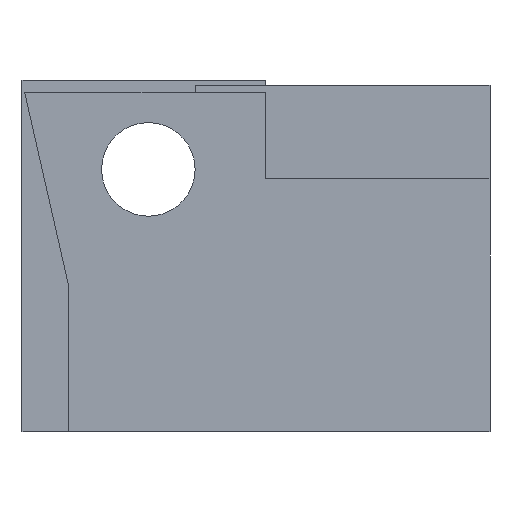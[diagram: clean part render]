
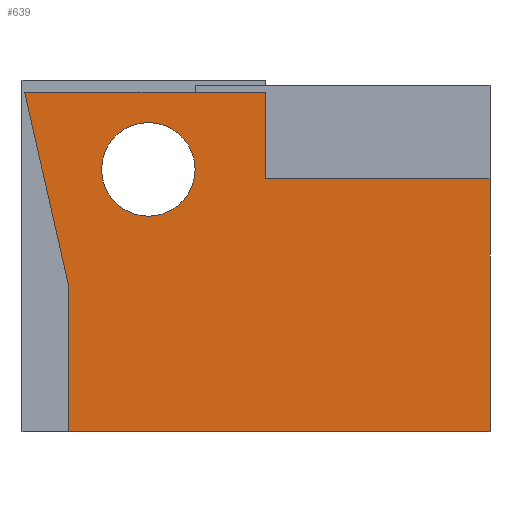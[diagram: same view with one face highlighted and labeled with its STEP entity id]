
A CAD part, front view. The second image highlights one B-rep face of the part: STEP entity #639.
In plain terms, the highlighted planar face has unit normal (0, -1, 0).
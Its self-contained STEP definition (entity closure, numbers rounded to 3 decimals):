
#266 = VERTEX_POINT('',#267);
#267 = CARTESIAN_POINT('',(0.,1.87,0.4));
#273 = EDGE_CURVE('',#266,#274,#276,.T.);
#274 = VERTEX_POINT('',#275);
#275 = CARTESIAN_POINT('',(0.,1.87,3.5));
#276 = LINE('',#277,#278);
#277 = CARTESIAN_POINT('',(0.,1.87,5.8));
#278 = VECTOR('',#279,1.);
#279 = DIRECTION('',(0.,0.,1.));
#524 = EDGE_CURVE('',#266,#525,#527,.T.);
#525 = VERTEX_POINT('',#526);
#526 = CARTESIAN_POINT('',(9.,1.87,0.4));
#527 = LINE('',#528,#529);
#528 = CARTESIAN_POINT('',(0.,1.87,0.4));
#529 = VECTOR('',#530,1.);
#530 = DIRECTION('',(1.,0.,0.));
#639 = ADVANCED_FACE('',(#640,#682),#693,.T.);
#640 = FACE_BOUND('',#641,.T.);
#641 = EDGE_LOOP('',(#642,#643,#644,#652,#660,#668,#676));
#642 = ORIENTED_EDGE('',*,*,#273,.F.);
#643 = ORIENTED_EDGE('',*,*,#524,.T.);
#644 = ORIENTED_EDGE('',*,*,#645,.T.);
#645 = EDGE_CURVE('',#525,#646,#648,.T.);
#646 = VERTEX_POINT('',#647);
#647 = CARTESIAN_POINT('',(9.,1.87,5.8));
#648 = LINE('',#649,#650);
#649 = CARTESIAN_POINT('',(9.,1.87,0.));
#650 = VECTOR('',#651,1.);
#651 = DIRECTION('',(0.,0.,1.));
#652 = ORIENTED_EDGE('',*,*,#653,.F.);
#653 = EDGE_CURVE('',#654,#646,#656,.T.);
#654 = VERTEX_POINT('',#655);
#655 = CARTESIAN_POINT('',(4.2,1.87,5.8));
#656 = LINE('',#657,#658);
#657 = CARTESIAN_POINT('',(0.,1.87,5.8));
#658 = VECTOR('',#659,1.);
#659 = DIRECTION('',(1.,0.,0.));
#660 = ORIENTED_EDGE('',*,*,#661,.T.);
#661 = EDGE_CURVE('',#654,#662,#664,.T.);
#662 = VERTEX_POINT('',#663);
#663 = CARTESIAN_POINT('',(4.2,1.87,7.65));
#664 = LINE('',#665,#666);
#665 = CARTESIAN_POINT('',(4.2,1.87,5.8));
#666 = VECTOR('',#667,1.);
#667 = DIRECTION('',(0.,0.,1.));
#668 = ORIENTED_EDGE('',*,*,#669,.F.);
#669 = EDGE_CURVE('',#670,#662,#672,.T.);
#670 = VERTEX_POINT('',#671);
#671 = CARTESIAN_POINT('',(-0.943,1.87,7.65));
#672 = LINE('',#673,#674);
#673 = CARTESIAN_POINT('',(4.,1.87,7.65));
#674 = VECTOR('',#675,1.);
#675 = DIRECTION('',(1.,0.,0.));
#676 = ORIENTED_EDGE('',*,*,#677,.F.);
#677 = EDGE_CURVE('',#274,#670,#678,.T.);
#678 = LINE('',#679,#680);
#679 = CARTESIAN_POINT('',(0.,1.87,3.5));
#680 = VECTOR('',#681,1.);
#681 = DIRECTION('',(-0.222,0.,0.975));
#682 = FACE_BOUND('',#683,.T.);
#683 = EDGE_LOOP('',(#684));
#684 = ORIENTED_EDGE('',*,*,#685,.F.);
#685 = EDGE_CURVE('',#686,#686,#688,.T.);
#686 = VERTEX_POINT('',#687);
#687 = CARTESIAN_POINT('',(2.7,1.87,6.));
#688 = CIRCLE('',#689,1.);
#689 = AXIS2_PLACEMENT_3D('',#690,#691,#692);
#690 = CARTESIAN_POINT('',(1.7,1.87,6.));
#691 = DIRECTION('',(0.,-1.,0.));
#692 = DIRECTION('',(1.,0.,0.));
#693 = PLANE('',#694);
#694 = AXIS2_PLACEMENT_3D('',#695,#696,#697);
#695 = CARTESIAN_POINT('',(3.804,1.87,3.804));
#696 = DIRECTION('',(-0.,-1.,-0.));
#697 = DIRECTION('',(0.,0.,-1.));
